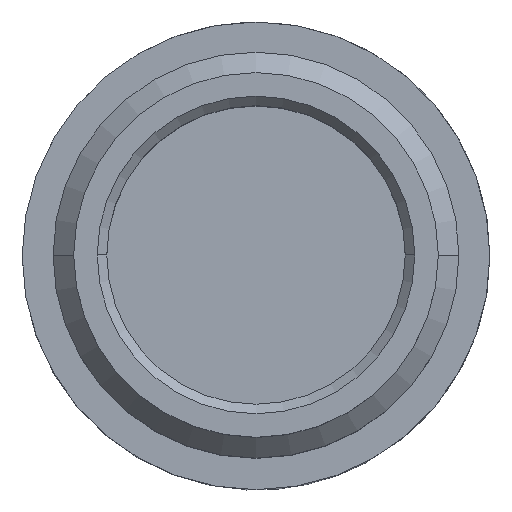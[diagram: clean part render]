
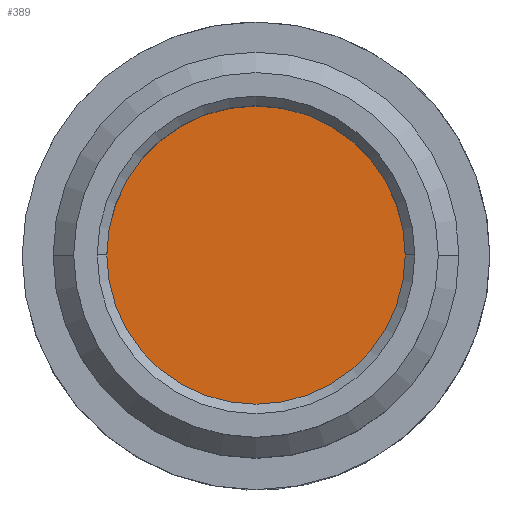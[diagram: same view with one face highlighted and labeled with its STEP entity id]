
A CAD part, top view. The second image highlights one B-rep face of the part: STEP entity #389.
In plain terms, the highlighted planar face has unit normal (0, 0, 1).
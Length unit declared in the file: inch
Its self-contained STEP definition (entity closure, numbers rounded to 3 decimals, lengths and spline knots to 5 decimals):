
#60 = CARTESIAN_POINT ( 'NONE',  ( 0., 0., -0.12 ) ) ;
#70 = DIRECTION ( 'NONE',  ( 0., 0., 1. ) ) ;
#92 = AXIS2_PLACEMENT_3D ( 'NONE', #462, #331, #579 ) ;
#118 = CARTESIAN_POINT ( 'NONE',  ( -0.09415, 0., -0.12 ) ) ;
#186 = DIRECTION ( 'NONE',  ( 0., 1., 0. ) ) ;
#217 = EDGE_CURVE ( 'NONE', #967, #1256, #552, .T. ) ;
#331 = DIRECTION ( 'NONE',  ( 0., 0., -1. ) ) ;
#389 = ADVANCED_FACE ( 'NONE', ( #495 ), #1172, .F. ) ;
#462 = CARTESIAN_POINT ( 'NONE',  ( 0., 0., -0.12 ) ) ;
#495 = FACE_OUTER_BOUND ( 'NONE', #1202, .T. ) ;
#547 = AXIS2_PLACEMENT_3D ( 'NONE', #620, #70, #1382 ) ;
#552 = CIRCLE ( 'NONE', #547, 0.09415 ) ;
#579 = DIRECTION ( 'NONE',  ( 0., 1., 0. ) ) ;
#620 = CARTESIAN_POINT ( 'NONE',  ( 0., 0., -0.12 ) ) ;
#648 = AXIS2_PLACEMENT_3D ( 'NONE', #60, #896, #186 ) ;
#678 = EDGE_CURVE ( 'NONE', #1256, #967, #835, .T. ) ;
#697 = CARTESIAN_POINT ( 'NONE',  ( 0.09415, 0., -0.12 ) ) ;
#835 = CIRCLE ( 'NONE', #648, 0.09415 ) ;
#896 = DIRECTION ( 'NONE',  ( 0., 0., 1. ) ) ;
#967 = VERTEX_POINT ( 'NONE', #697 ) ;
#1172 = PLANE ( 'NONE',  #92 ) ;
#1202 = EDGE_LOOP ( 'NONE', ( #1513, #1367 ) ) ;
#1256 = VERTEX_POINT ( 'NONE', #118 ) ;
#1367 = ORIENTED_EDGE ( 'NONE', *, *, #678, .T. ) ;
#1382 = DIRECTION ( 'NONE',  ( 0., 1., 0. ) ) ;
#1513 = ORIENTED_EDGE ( 'NONE', *, *, #217, .T. ) ;
